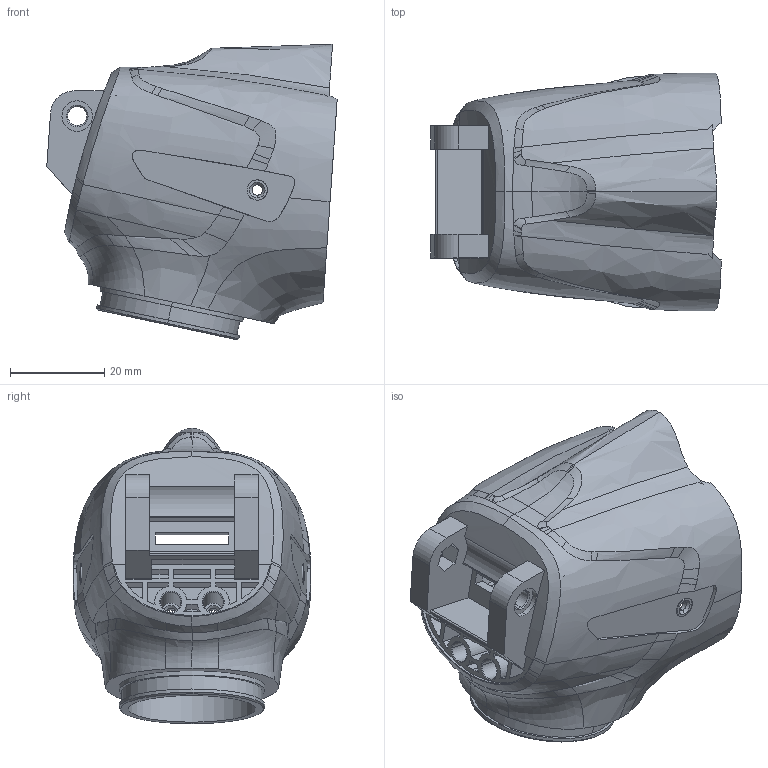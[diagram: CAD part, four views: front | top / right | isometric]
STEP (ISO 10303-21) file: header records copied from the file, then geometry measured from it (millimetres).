
FILE_DESCRIPTION((''),'2;1');
FILE_NAME('DA-12-033280','2025-05-28T11:15:33',('lishuaijun5'),(''),'CREO PARAMETRIC BY PTC INC, 2020044','CREO PARAMETRIC BY PTC INC, 2020044','');
FILE_SCHEMA(('AUTOMOTIVE_DESIGN { 1 0 10303 214 1 1 1 1 }'));
Products named in the file (1): DA-12-033280
Bounding box: 61.61 x 50.45 x 62.68 mm (x, y, z)
Volume: 23683.9 mm3; surface area: 22420.6 mm2
Topology: 1 solids, 1 shells, 504 faces, 1394 edges, 913 vertices
Faces by surface type: bspline 185, plane 158, cylinder 89, extrusion 50, cone 13, torus 5, sphere 4
Entity records: 41635 total; most frequent: CARTESIAN_POINT 30440, ORIENTED_EDGE 2786, DIRECTION 1465, EDGE_CURVE 1393, VERTEX_POINT 913, B_SPLINE_CURVE_WITH_KNOTS 742, VECTOR 575, EDGE_LOOP 548
